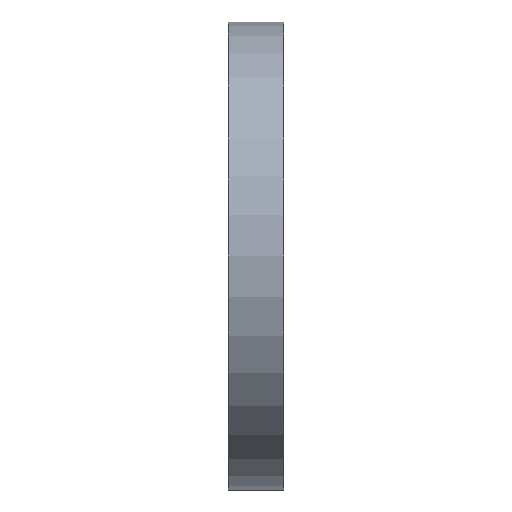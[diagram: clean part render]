
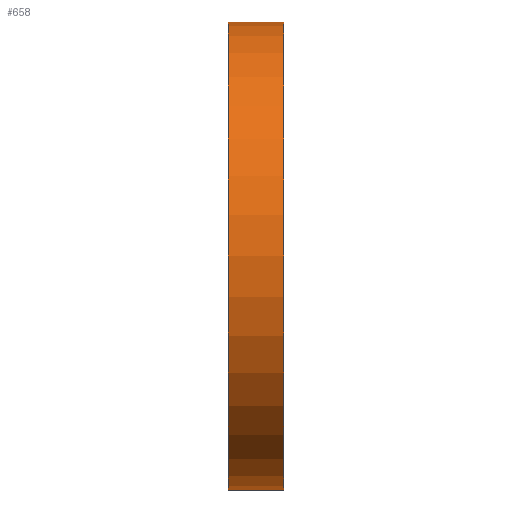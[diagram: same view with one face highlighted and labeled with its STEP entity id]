
A CAD part, left-side view. The second image highlights one B-rep face of the part: STEP entity #658.
In plain terms, the highlighted cylindrical face has radius 42.5 mm (diameter 85 mm), a partial arc.
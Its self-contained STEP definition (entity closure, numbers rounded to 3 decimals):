
#11 = CARTESIAN_POINT ( 'NONE',  ( 0., 10., 42.5 ) ) ;
#22 = DIRECTION ( 'NONE',  ( 0., 0., 1. ) ) ;
#86 = LINE ( 'NONE', #177, #571 ) ;
#159 = AXIS2_PLACEMENT_3D ( 'NONE', #350, #1169, #607 ) ;
#163 = VECTOR ( 'NONE', #278, 1000. ) ;
#177 = CARTESIAN_POINT ( 'NONE',  ( 0., 10., -42.5 ) ) ;
#278 = DIRECTION ( 'NONE',  ( 0., -1., 0. ) ) ;
#283 = CIRCLE ( 'NONE', #1262, 42.5 ) ;
#290 = ORIENTED_EDGE ( 'NONE', *, *, #1052, .T. ) ;
#342 = ORIENTED_EDGE ( 'NONE', *, *, #993, .F. ) ;
#350 = CARTESIAN_POINT ( 'NONE',  ( 0., 10., 0. ) ) ;
#364 = EDGE_CURVE ( 'NONE', #1114, #1127, #733, .T. ) ;
#404 = EDGE_CURVE ( 'NONE', #1046, #986, #86, .T. ) ;
#447 = DIRECTION ( 'NONE',  ( 0., 1., 0. ) ) ;
#495 = CYLINDRICAL_SURFACE ( 'NONE', #159, 42.5 ) ;
#521 = ORIENTED_EDGE ( 'NONE', *, *, #364, .F. ) ;
#571 = VECTOR ( 'NONE', #1283, 1000. ) ;
#573 = AXIS2_PLACEMENT_3D ( 'NONE', #1006, #1148, #22 ) ;
#607 = DIRECTION ( 'NONE',  ( 0., 0., -1. ) ) ;
#635 = ORIENTED_EDGE ( 'NONE', *, *, #404, .T. ) ;
#658 = ADVANCED_FACE ( 'NONE', ( #1235 ), #495, .T. ) ;
#733 = LINE ( 'NONE', #11, #163 ) ;
#751 = CARTESIAN_POINT ( 'NONE',  ( 0., 10., -42.5 ) ) ;
#759 = DIRECTION ( 'NONE',  ( 0., 0., 1. ) ) ;
#986 = VERTEX_POINT ( 'NONE', #997 ) ;
#989 = EDGE_LOOP ( 'NONE', ( #521, #342, #635, #290 ) ) ;
#993 = EDGE_CURVE ( 'NONE', #1046, #1114, #1237, .T. ) ;
#997 = CARTESIAN_POINT ( 'NONE',  ( 0., 0., -42.5 ) ) ;
#1006 = CARTESIAN_POINT ( 'NONE',  ( 0., 10., 0. ) ) ;
#1046 = VERTEX_POINT ( 'NONE', #751 ) ;
#1052 = EDGE_CURVE ( 'NONE', #986, #1127, #283, .T. ) ;
#1092 = CARTESIAN_POINT ( 'NONE',  ( 0., 0., 0. ) ) ;
#1114 = VERTEX_POINT ( 'NONE', #1255 ) ;
#1127 = VERTEX_POINT ( 'NONE', #1233 ) ;
#1148 = DIRECTION ( 'NONE',  ( 0., 1., 0. ) ) ;
#1169 = DIRECTION ( 'NONE',  ( 0., -1., 0. ) ) ;
#1233 = CARTESIAN_POINT ( 'NONE',  ( 0., 0., 42.5 ) ) ;
#1235 = FACE_OUTER_BOUND ( 'NONE', #989, .T. ) ;
#1237 = CIRCLE ( 'NONE', #573, 42.5 ) ;
#1255 = CARTESIAN_POINT ( 'NONE',  ( 0., 10., 42.5 ) ) ;
#1262 = AXIS2_PLACEMENT_3D ( 'NONE', #1092, #447, #759 ) ;
#1283 = DIRECTION ( 'NONE',  ( 0., -1., 0. ) ) ;
